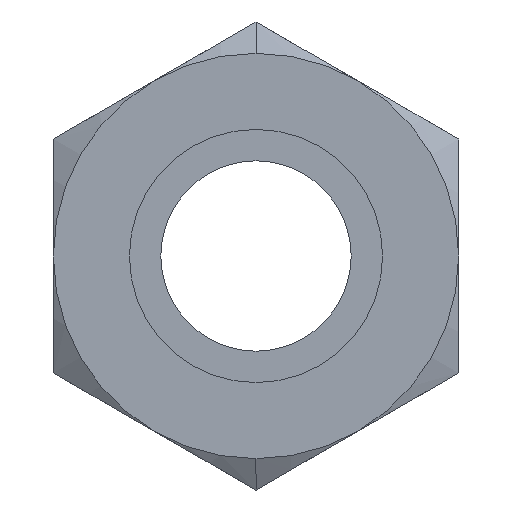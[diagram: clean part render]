
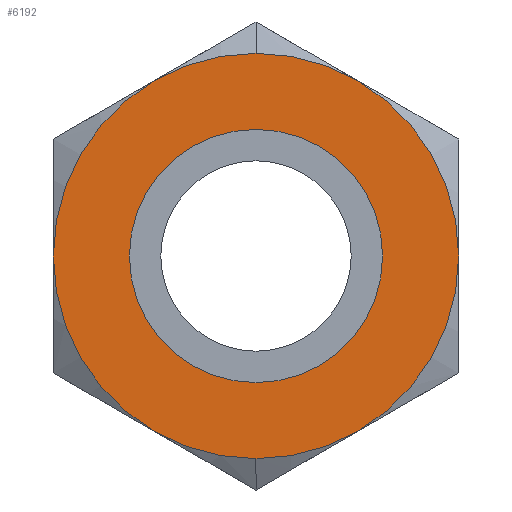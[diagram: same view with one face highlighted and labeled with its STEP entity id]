
A CAD part, left-side view. The second image highlights one B-rep face of the part: STEP entity #6192.
In plain terms, the highlighted planar face has unit normal (-1, 0, 0).
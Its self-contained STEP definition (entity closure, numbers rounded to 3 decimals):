
#114 = DIRECTION ( 'NONE',  ( 0., 0., 1. ) ) ;
#174 = ORIENTED_EDGE ( 'NONE', *, *, #2019, .F. ) ;
#181 = CARTESIAN_POINT ( 'NONE',  ( 0., 0., 12.7 ) ) ;
#459 = EDGE_CURVE ( 'NONE', #6707, #3485, #570, .T. ) ;
#570 = CIRCLE ( 'NONE', #3442, 12.7 ) ;
#588 = CARTESIAN_POINT ( 'NONE',  ( 0., 0., 7.935 ) ) ;
#1044 = EDGE_CURVE ( 'NONE', #6470, #2437, #2587, .T. ) ;
#1187 = DIRECTION ( 'NONE',  ( 0., 0., -1. ) ) ;
#1199 = DIRECTION ( 'NONE',  ( 1., 0., 0. ) ) ;
#1273 = FACE_BOUND ( 'NONE', #4373, .T. ) ;
#2019 = EDGE_CURVE ( 'NONE', #3485, #6707, #4185, .T. ) ;
#2161 = AXIS2_PLACEMENT_3D ( 'NONE', #4316, #3268, #2709 ) ;
#2200 = CARTESIAN_POINT ( 'NONE',  ( 0., 0., -12.7 ) ) ;
#2303 = EDGE_LOOP ( 'NONE', ( #174, #7377 ) ) ;
#2437 = VERTEX_POINT ( 'NONE', #4598 ) ;
#2468 = AXIS2_PLACEMENT_3D ( 'NONE', #3661, #5229, #114 ) ;
#2587 = CIRCLE ( 'NONE', #2468, 7.935 ) ;
#2709 = DIRECTION ( 'NONE',  ( 0., 0., -1. ) ) ;
#2712 = ORIENTED_EDGE ( 'NONE', *, *, #5747, .T. ) ;
#2724 = AXIS2_PLACEMENT_3D ( 'NONE', #3552, #6997, #2994 ) ;
#2994 = DIRECTION ( 'NONE',  ( 0., 0., 1. ) ) ;
#3268 = DIRECTION ( 'NONE',  ( 1., 0., 0. ) ) ;
#3442 = AXIS2_PLACEMENT_3D ( 'NONE', #6343, #4171, #1187 ) ;
#3485 = VERTEX_POINT ( 'NONE', #181 ) ;
#3515 = CARTESIAN_POINT ( 'NONE',  ( 0., 0., 0. ) ) ;
#3552 = CARTESIAN_POINT ( 'NONE',  ( 0., 0., 6.35 ) ) ;
#3589 = FACE_OUTER_BOUND ( 'NONE', #2303, .T. ) ;
#3661 = CARTESIAN_POINT ( 'NONE',  ( 0., 0., 0. ) ) ;
#4171 = DIRECTION ( 'NONE',  ( 1., 0., 0. ) ) ;
#4185 = CIRCLE ( 'NONE', #5733, 12.7 ) ;
#4316 = CARTESIAN_POINT ( 'NONE',  ( 0., 0., 0. ) ) ;
#4373 = EDGE_LOOP ( 'NONE', ( #2712, #6330 ) ) ;
#4598 = CARTESIAN_POINT ( 'NONE',  ( 0., 0., -7.935 ) ) ;
#5229 = DIRECTION ( 'NONE',  ( 1., 0., 0. ) ) ;
#5617 = CIRCLE ( 'NONE', #2161, 7.935 ) ;
#5733 = AXIS2_PLACEMENT_3D ( 'NONE', #3515, #1199, #5756 ) ;
#5747 = EDGE_CURVE ( 'NONE', #2437, #6470, #5617, .T. ) ;
#5756 = DIRECTION ( 'NONE',  ( 0., 0., 1. ) ) ;
#6192 = ADVANCED_FACE ( 'NONE', ( #1273, #3589 ), #6432, .T. ) ;
#6330 = ORIENTED_EDGE ( 'NONE', *, *, #1044, .T. ) ;
#6343 = CARTESIAN_POINT ( 'NONE',  ( 0., 0., 0. ) ) ;
#6432 = PLANE ( 'NONE',  #2724 ) ;
#6470 = VERTEX_POINT ( 'NONE', #588 ) ;
#6707 = VERTEX_POINT ( 'NONE', #2200 ) ;
#6997 = DIRECTION ( 'NONE',  ( -1., 0., 0. ) ) ;
#7377 = ORIENTED_EDGE ( 'NONE', *, *, #459, .F. ) ;
